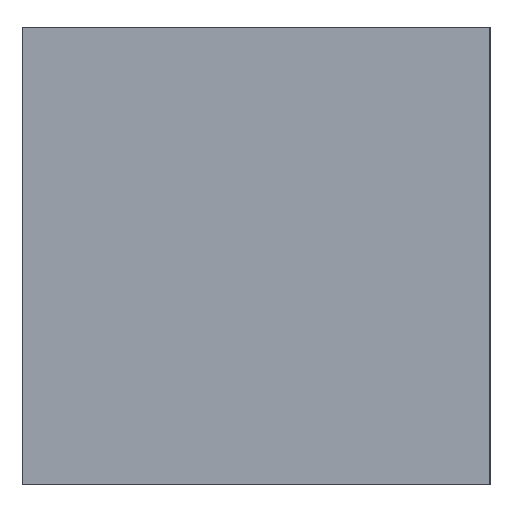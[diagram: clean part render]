
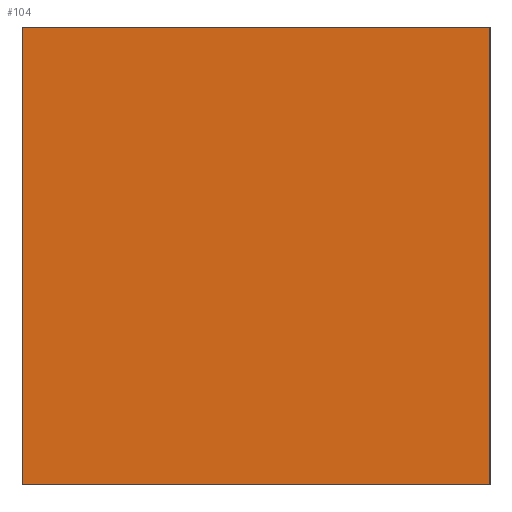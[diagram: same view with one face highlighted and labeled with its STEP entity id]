
A CAD part, left-side view. The second image highlights one B-rep face of the part: STEP entity #104.
In plain terms, the highlighted planar face has unit normal (-1, 0, 0).
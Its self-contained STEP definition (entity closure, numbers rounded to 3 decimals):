
#18=FACE_OUTER_BOUND('',#24,.T.);
#24=EDGE_LOOP('',(#83,#84,#85,#86));
#30=LINE('',#168,#42);
#35=LINE('',#178,#47);
#36=LINE('',#181,#48);
#37=LINE('',#182,#49);
#42=VECTOR('',#140,10.);
#47=VECTOR('',#149,10.);
#48=VECTOR('',#152,10.);
#49=VECTOR('',#153,10.);
#51=VERTEX_POINT('',#161);
#54=VERTEX_POINT('',#166);
#57=VERTEX_POINT('',#176);
#58=VERTEX_POINT('',#180);
#62=EDGE_CURVE('',#54,#51,#30,.T.);
#67=EDGE_CURVE('',#57,#54,#35,.T.);
#68=EDGE_CURVE('',#58,#57,#36,.T.);
#69=EDGE_CURVE('',#51,#58,#37,.T.);
#83=ORIENTED_EDGE('',*,*,#67,.F.);
#84=ORIENTED_EDGE('',*,*,#68,.F.);
#85=ORIENTED_EDGE('',*,*,#69,.F.);
#86=ORIENTED_EDGE('',*,*,#62,.F.);
#98=PLANE('',#130);
#104=ADVANCED_FACE('',(#18),#98,.T.);
#130=AXIS2_PLACEMENT_3D('',#179,#150,#151);
#140=DIRECTION('',(0.,1.,0.));
#149=DIRECTION('',(0.,0.,-1.));
#150=DIRECTION('center_axis',(-1.,0.,0.));
#151=DIRECTION('ref_axis',(0.,-1.,0.));
#152=DIRECTION('',(0.,-1.,0.));
#153=DIRECTION('',(0.,0.,1.));
#161=CARTESIAN_POINT('',(-3000.,1000.,-84.444));
#166=CARTESIAN_POINT('',(-3000.,-1000.,-84.444));
#168=CARTESIAN_POINT('',(-3000.,-1000.,-84.444));
#176=CARTESIAN_POINT('',(-3000.,-1000.,1871.556));
#178=CARTESIAN_POINT('',(-3000.,-1000.,0.));
#179=CARTESIAN_POINT('Origin',(-3000.,1000.,0.));
#180=CARTESIAN_POINT('',(-3000.,1000.,1871.556));
#181=CARTESIAN_POINT('',(-3000.,-1000.,1871.556));
#182=CARTESIAN_POINT('',(-3000.,1000.,0.));
